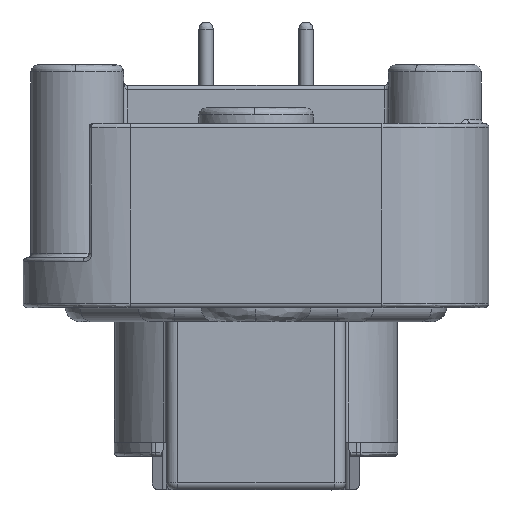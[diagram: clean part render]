
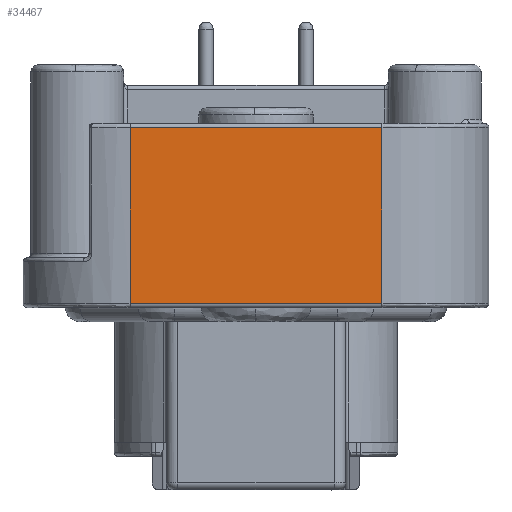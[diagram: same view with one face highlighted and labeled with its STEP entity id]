
A CAD part, front view. The second image highlights one B-rep face of the part: STEP entity #34467.
In plain terms, the highlighted planar face has unit normal (0, -1, 0).
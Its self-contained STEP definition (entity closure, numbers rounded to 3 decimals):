
#250 = EDGE_CURVE ( 'NONE', #32581, #11740, #7877, .T. ) ;
#1016 = EDGE_CURVE ( 'NONE', #19990, #21125, #17087, .T. ) ;
#1027 = LINE ( 'NONE', #38262, #49709 ) ;
#1982 = DIRECTION ( 'NONE',  ( -1., 0., 0. ) ) ;
#5292 = VECTOR ( 'NONE', #43340, 1000. ) ;
#6244 = CARTESIAN_POINT ( 'NONE',  ( 8.95, -30.48, 9.85 ) ) ;
#7877 = LINE ( 'NONE', #25577, #28749 ) ;
#11740 = VERTEX_POINT ( 'NONE', #41470 ) ;
#12906 = ORIENTED_EDGE ( 'NONE', *, *, #49253, .T. ) ;
#12954 = AXIS2_PLACEMENT_3D ( 'NONE', #45385, #46075, #34325 ) ;
#13324 = EDGE_CURVE ( 'NONE', #21125, #11740, #29242, .T. ) ;
#14122 = ORIENTED_EDGE ( 'NONE', *, *, #13324, .T. ) ;
#14457 = CARTESIAN_POINT ( 'NONE',  ( -8.95, -30.48, 22.35 ) ) ;
#15708 = CARTESIAN_POINT ( 'NONE',  ( -8.95, -30.48, 22.65 ) ) ;
#16044 = FACE_OUTER_BOUND ( 'NONE', #20199, .T. ) ;
#17087 = LINE ( 'NONE', #26629, #26866 ) ;
#19990 = VERTEX_POINT ( 'NONE', #41238 ) ;
#20199 = EDGE_LOOP ( 'NONE', ( #14122, #42020, #12906, #49986 ) ) ;
#21125 = VERTEX_POINT ( 'NONE', #14457 ) ;
#25577 = CARTESIAN_POINT ( 'NONE',  ( 9.139, -30.48, 9.85 ) ) ;
#26629 = CARTESIAN_POINT ( 'NONE',  ( -16.55, -30.48, 22.35 ) ) ;
#26866 = VECTOR ( 'NONE', #38598, 1000. ) ;
#28749 = VECTOR ( 'NONE', #1982, 1000. ) ;
#29242 = LINE ( 'NONE', #15708, #5292 ) ;
#32581 = VERTEX_POINT ( 'NONE', #6244 ) ;
#34325 = DIRECTION ( 'NONE',  ( 0., 0., -1. ) ) ;
#34467 = ADVANCED_FACE ( 'NONE', ( #16044 ), #45555, .T. ) ;
#38262 = CARTESIAN_POINT ( 'NONE',  ( 8.95, -30.48, 22.65 ) ) ;
#38598 = DIRECTION ( 'NONE',  ( -1., 0., 0. ) ) ;
#41238 = CARTESIAN_POINT ( 'NONE',  ( 8.95, -30.48, 22.35 ) ) ;
#41470 = CARTESIAN_POINT ( 'NONE',  ( -8.95, -30.48, 9.85 ) ) ;
#42020 = ORIENTED_EDGE ( 'NONE', *, *, #250, .F. ) ;
#43340 = DIRECTION ( 'NONE',  ( 0., 0., -1. ) ) ;
#45385 = CARTESIAN_POINT ( 'NONE',  ( -16.55, -30.48, 22.65 ) ) ;
#45555 = PLANE ( 'NONE',  #12954 ) ;
#46075 = DIRECTION ( 'NONE',  ( 0., -1., 0. ) ) ;
#46366 = DIRECTION ( 'NONE',  ( 0., 0., 1. ) ) ;
#49253 = EDGE_CURVE ( 'NONE', #32581, #19990, #1027, .T. ) ;
#49709 = VECTOR ( 'NONE', #46366, 1000. ) ;
#49986 = ORIENTED_EDGE ( 'NONE', *, *, #1016, .T. ) ;
